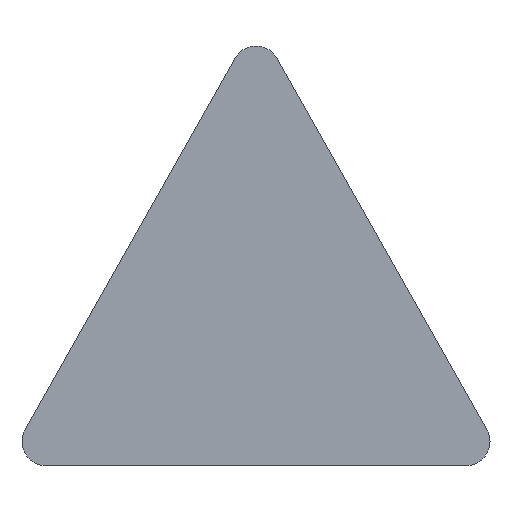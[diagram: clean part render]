
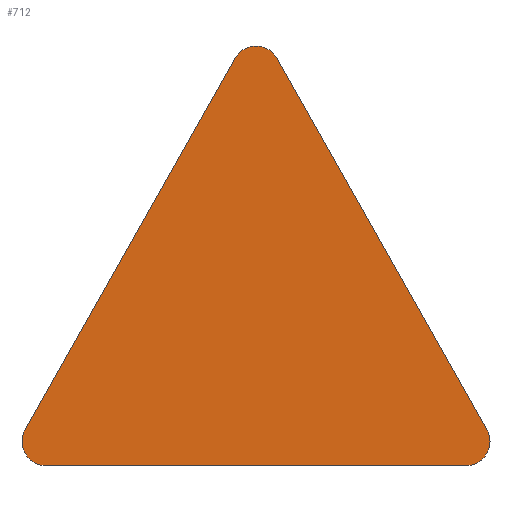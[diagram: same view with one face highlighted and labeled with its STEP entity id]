
A CAD part, front view. The second image highlights one B-rep face of the part: STEP entity #712.
In plain terms, the highlighted planar face has unit normal (0, -1, 0).
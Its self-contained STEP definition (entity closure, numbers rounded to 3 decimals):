
#32 = PLANE('',#33);
#33 = AXIS2_PLACEMENT_3D('',#34,#35,#36);
#34 = CARTESIAN_POINT('',(-5.2,0.,0.));
#35 = DIRECTION('',(0.,0.,1.));
#36 = DIRECTION('',(1.,0.,0.));
#57 = VERTEX_POINT('',#58);
#58 = CARTESIAN_POINT('',(-4.343,-0.4,0.));
#72 = CYLINDRICAL_SURFACE('',#73,0.5);
#73 = AXIS2_PLACEMENT_3D('',#74,#75,#76);
#74 = CARTESIAN_POINT('',(-4.343,0.,0.5));
#75 = DIRECTION('',(0.,-1.,0.));
#76 = DIRECTION('',(0.,0.,-1.));
#83 = EDGE_CURVE('',#57,#84,#86,.T.);
#84 = VERTEX_POINT('',#85);
#85 = CARTESIAN_POINT('',(4.343,-0.4,0.));
#86 = SURFACE_CURVE('',#87,(#91,#98),.PCURVE_S1.);
#87 = LINE('',#88,#89);
#88 = CARTESIAN_POINT('',(-5.2,-0.4,0.));
#89 = VECTOR('',#90,1.);
#90 = DIRECTION('',(1.,0.,0.));
#91 = PCURVE('',#32,#92);
#92 = DEFINITIONAL_REPRESENTATION('',(#93),#97);
#93 = LINE('',#94,#95);
#94 = CARTESIAN_POINT('',(0.,-0.4));
#95 = VECTOR('',#96,1.);
#96 = DIRECTION('',(1.,0.));
#97 = ( GEOMETRIC_REPRESENTATION_CONTEXT(2) 
PARAMETRIC_REPRESENTATION_CONTEXT() REPRESENTATION_CONTEXT('2D SPACE',''
  ) );
#98 = PCURVE('',#99,#104);
#99 = PLANE('',#100);
#100 = AXIS2_PLACEMENT_3D('',#101,#102,#103);
#101 = CARTESIAN_POINT('',(0.,-0.4,3.083));
#102 = DIRECTION('',(0.,1.,0.));
#103 = DIRECTION('',(0.,0.,1.));
#104 = DEFINITIONAL_REPRESENTATION('',(#105),#109);
#105 = LINE('',#106,#107);
#106 = CARTESIAN_POINT('',(-3.083,-5.2));
#107 = VECTOR('',#108,1.);
#108 = DIRECTION('',(0.,1.));
#109 = ( GEOMETRIC_REPRESENTATION_CONTEXT(2) 
PARAMETRIC_REPRESENTATION_CONTEXT() REPRESENTATION_CONTEXT('2D SPACE',''
  ) );
#125 = CYLINDRICAL_SURFACE('',#126,0.5);
#126 = AXIS2_PLACEMENT_3D('',#127,#128,#129);
#127 = CARTESIAN_POINT('',(4.343,0.,0.5));
#128 = DIRECTION('',(0.,-1.,0.));
#129 = DIRECTION('',(0.,0.,-1.));
#179 = PLANE('',#180);
#180 = AXIS2_PLACEMENT_3D('',#181,#182,#183);
#181 = CARTESIAN_POINT('',(0.,0.,9.2));
#182 = DIRECTION('',(0.871,0.,-0.492));
#183 = DIRECTION('',(-0.492,0.,-0.871));
#212 = CYLINDRICAL_SURFACE('',#213,0.5);
#213 = AXIS2_PLACEMENT_3D('',#214,#215,#216);
#214 = CARTESIAN_POINT('',(0.,0.,8.184));
#215 = DIRECTION('',(0.,-1.,0.));
#216 = DIRECTION('',(0.871,0.,0.492));
#239 = PLANE('',#240);
#240 = AXIS2_PLACEMENT_3D('',#241,#242,#243);
#241 = CARTESIAN_POINT('',(5.2,0.,0.));
#242 = DIRECTION('',(-0.871,0.,-0.492));
#243 = DIRECTION('',(-0.492,0.,0.871));
#618 = VERTEX_POINT('',#619);
#619 = CARTESIAN_POINT('',(-4.778,-0.4,0.746));
#639 = EDGE_CURVE('',#57,#618,#640,.T.);
#640 = SURFACE_CURVE('',#641,(#646,#652),.PCURVE_S1.);
#641 = CIRCLE('',#642,0.5);
#642 = AXIS2_PLACEMENT_3D('',#643,#644,#645);
#643 = CARTESIAN_POINT('',(-4.343,-0.4,0.5));
#644 = DIRECTION('',(0.,1.,0.));
#645 = DIRECTION('',(0.,0.,-1.));
#646 = PCURVE('',#72,#647);
#647 = DEFINITIONAL_REPRESENTATION('',(#648),#651);
#648 = B_SPLINE_CURVE_WITH_KNOTS('',1,(#649,#650),.UNSPECIFIED.,.F.,.F.,
  (2,2),(0.,2.085),.PIECEWISE_BEZIER_KNOTS.);
#649 = CARTESIAN_POINT('',(0.,0.4));
#650 = CARTESIAN_POINT('',(-2.085,0.4));
#651 = ( GEOMETRIC_REPRESENTATION_CONTEXT(2) 
PARAMETRIC_REPRESENTATION_CONTEXT() REPRESENTATION_CONTEXT('2D SPACE',''
  ) );
#652 = PCURVE('',#99,#653);
#653 = DEFINITIONAL_REPRESENTATION('',(#654),#658);
#654 = CIRCLE('',#655,0.5);
#655 = AXIS2_PLACEMENT_2D('',#656,#657);
#656 = CARTESIAN_POINT('',(-2.583,-4.343));
#657 = DIRECTION('',(-1.,0.));
#658 = ( GEOMETRIC_REPRESENTATION_CONTEXT(2) 
PARAMETRIC_REPRESENTATION_CONTEXT() REPRESENTATION_CONTEXT('2D SPACE',''
  ) );
#666 = VERTEX_POINT('',#667);
#667 = CARTESIAN_POINT('',(4.778,-0.4,0.746));
#687 = EDGE_CURVE('',#84,#666,#688,.T.);
#688 = SURFACE_CURVE('',#689,(#694,#700),.PCURVE_S1.);
#689 = CIRCLE('',#690,0.5);
#690 = AXIS2_PLACEMENT_3D('',#691,#692,#693);
#691 = CARTESIAN_POINT('',(4.343,-0.4,0.5));
#692 = DIRECTION('',(0.,-1.,0.));
#693 = DIRECTION('',(0.,0.,-1.));
#694 = PCURVE('',#125,#695);
#695 = DEFINITIONAL_REPRESENTATION('',(#696),#699);
#696 = B_SPLINE_CURVE_WITH_KNOTS('',1,(#697,#698),.UNSPECIFIED.,.F.,.F.,
  (2,2),(0.,2.085),.PIECEWISE_BEZIER_KNOTS.);
#697 = CARTESIAN_POINT('',(0.,0.4));
#698 = CARTESIAN_POINT('',(2.085,0.4));
#699 = ( GEOMETRIC_REPRESENTATION_CONTEXT(2) 
PARAMETRIC_REPRESENTATION_CONTEXT() REPRESENTATION_CONTEXT('2D SPACE',''
  ) );
#700 = PCURVE('',#99,#701);
#701 = DEFINITIONAL_REPRESENTATION('',(#702),#710);
#702 = ( BOUNDED_CURVE() B_SPLINE_CURVE(2,(#703,#704,#705,#706,#707,#708
,#709),.UNSPECIFIED.,.T.,.F.) B_SPLINE_CURVE_WITH_KNOTS((1,2,2,2,2,1),(
    -2.094,0.,2.094,4.189,6.283,
8.378),.UNSPECIFIED.) CURVE() GEOMETRIC_REPRESENTATION_ITEM() 
RATIONAL_B_SPLINE_CURVE((1.,0.5,1.,0.5,1.,0.5,1.)) REPRESENTATION_ITEM(
  '') );
#703 = CARTESIAN_POINT('',(-3.083,4.343));
#704 = CARTESIAN_POINT('',(-3.083,5.209));
#705 = CARTESIAN_POINT('',(-2.333,4.776));
#706 = CARTESIAN_POINT('',(-1.583,4.343));
#707 = CARTESIAN_POINT('',(-2.333,3.91));
#708 = CARTESIAN_POINT('',(-3.083,3.477));
#709 = CARTESIAN_POINT('',(-3.083,4.343));
#710 = ( GEOMETRIC_REPRESENTATION_CONTEXT(2) 
PARAMETRIC_REPRESENTATION_CONTEXT() REPRESENTATION_CONTEXT('2D SPACE',''
  ) );
#712 = ADVANCED_FACE('',(#713),#99,.F.);
#713 = FACE_BOUND('',#714,.F.);
#714 = EDGE_LOOP('',(#715,#716,#717,#740,#767,#788));
#715 = ORIENTED_EDGE('',*,*,#83,.F.);
#716 = ORIENTED_EDGE('',*,*,#639,.T.);
#717 = ORIENTED_EDGE('',*,*,#718,.F.);
#718 = EDGE_CURVE('',#719,#618,#721,.T.);
#719 = VERTEX_POINT('',#720);
#720 = CARTESIAN_POINT('',(-0.435,-0.4,8.43));
#721 = SURFACE_CURVE('',#722,(#726,#733),.PCURVE_S1.);
#722 = LINE('',#723,#724);
#723 = CARTESIAN_POINT('',(0.,-0.4,9.2));
#724 = VECTOR('',#725,1.);
#725 = DIRECTION('',(-0.492,0.,-0.871));
#726 = PCURVE('',#99,#727);
#727 = DEFINITIONAL_REPRESENTATION('',(#728),#732);
#728 = LINE('',#729,#730);
#729 = CARTESIAN_POINT('',(6.117,0.));
#730 = VECTOR('',#731,1.);
#731 = DIRECTION('',(-0.871,-0.492));
#732 = ( GEOMETRIC_REPRESENTATION_CONTEXT(2) 
PARAMETRIC_REPRESENTATION_CONTEXT() REPRESENTATION_CONTEXT('2D SPACE',''
  ) );
#733 = PCURVE('',#179,#734);
#734 = DEFINITIONAL_REPRESENTATION('',(#735),#739);
#735 = LINE('',#736,#737);
#736 = CARTESIAN_POINT('',(0.,-0.4));
#737 = VECTOR('',#738,1.);
#738 = DIRECTION('',(1.,0.));
#739 = ( GEOMETRIC_REPRESENTATION_CONTEXT(2) 
PARAMETRIC_REPRESENTATION_CONTEXT() REPRESENTATION_CONTEXT('2D SPACE',''
  ) );
#740 = ORIENTED_EDGE('',*,*,#741,.F.);
#741 = EDGE_CURVE('',#742,#719,#744,.T.);
#742 = VERTEX_POINT('',#743);
#743 = CARTESIAN_POINT('',(0.435,-0.4,8.43));
#744 = SURFACE_CURVE('',#745,(#750,#761),.PCURVE_S1.);
#745 = CIRCLE('',#746,0.5);
#746 = AXIS2_PLACEMENT_3D('',#747,#748,#749);
#747 = CARTESIAN_POINT('',(0.,-0.4,8.184));
#748 = DIRECTION('',(0.,-1.,0.));
#749 = DIRECTION('',(0.,0.,-1.));
#750 = PCURVE('',#99,#751);
#751 = DEFINITIONAL_REPRESENTATION('',(#752),#760);
#752 = ( BOUNDED_CURVE() B_SPLINE_CURVE(2,(#753,#754,#755,#756,#757,#758
,#759),.UNSPECIFIED.,.T.,.F.) B_SPLINE_CURVE_WITH_KNOTS((1,2,2,2,2,1),(
    -2.094,0.,2.094,4.189,6.283,
8.378),.UNSPECIFIED.) CURVE() GEOMETRIC_REPRESENTATION_ITEM() 
RATIONAL_B_SPLINE_CURVE((1.,0.5,1.,0.5,1.,0.5,1.)) REPRESENTATION_ITEM(
  '') );
#753 = CARTESIAN_POINT('',(4.601,0.));
#754 = CARTESIAN_POINT('',(4.601,0.866));
#755 = CARTESIAN_POINT('',(5.351,0.433));
#756 = CARTESIAN_POINT('',(6.101,0.));
#757 = CARTESIAN_POINT('',(5.351,-0.433));
#758 = CARTESIAN_POINT('',(4.601,-0.866));
#759 = CARTESIAN_POINT('',(4.601,0.));
#760 = ( GEOMETRIC_REPRESENTATION_CONTEXT(2) 
PARAMETRIC_REPRESENTATION_CONTEXT() REPRESENTATION_CONTEXT('2D SPACE',''
  ) );
#761 = PCURVE('',#212,#762);
#762 = DEFINITIONAL_REPRESENTATION('',(#763),#766);
#763 = B_SPLINE_CURVE_WITH_KNOTS('',1,(#764,#765),.UNSPECIFIED.,.F.,.F.,
  (2,2),(2.085,4.198),.PIECEWISE_BEZIER_KNOTS.);
#764 = CARTESIAN_POINT('',(0.,0.4));
#765 = CARTESIAN_POINT('',(2.113,0.4));
#766 = ( GEOMETRIC_REPRESENTATION_CONTEXT(2) 
PARAMETRIC_REPRESENTATION_CONTEXT() REPRESENTATION_CONTEXT('2D SPACE',''
  ) );
#767 = ORIENTED_EDGE('',*,*,#768,.F.);
#768 = EDGE_CURVE('',#666,#742,#769,.T.);
#769 = SURFACE_CURVE('',#770,(#774,#781),.PCURVE_S1.);
#770 = LINE('',#771,#772);
#771 = CARTESIAN_POINT('',(5.2,-0.4,0.));
#772 = VECTOR('',#773,1.);
#773 = DIRECTION('',(-0.492,0.,0.871));
#774 = PCURVE('',#99,#775);
#775 = DEFINITIONAL_REPRESENTATION('',(#776),#780);
#776 = LINE('',#777,#778);
#777 = CARTESIAN_POINT('',(-3.083,5.2));
#778 = VECTOR('',#779,1.);
#779 = DIRECTION('',(0.871,-0.492));
#780 = ( GEOMETRIC_REPRESENTATION_CONTEXT(2) 
PARAMETRIC_REPRESENTATION_CONTEXT() REPRESENTATION_CONTEXT('2D SPACE',''
  ) );
#781 = PCURVE('',#239,#782);
#782 = DEFINITIONAL_REPRESENTATION('',(#783),#787);
#783 = LINE('',#784,#785);
#784 = CARTESIAN_POINT('',(0.,-0.4));
#785 = VECTOR('',#786,1.);
#786 = DIRECTION('',(1.,0.));
#787 = ( GEOMETRIC_REPRESENTATION_CONTEXT(2) 
PARAMETRIC_REPRESENTATION_CONTEXT() REPRESENTATION_CONTEXT('2D SPACE',''
  ) );
#788 = ORIENTED_EDGE('',*,*,#687,.F.);
